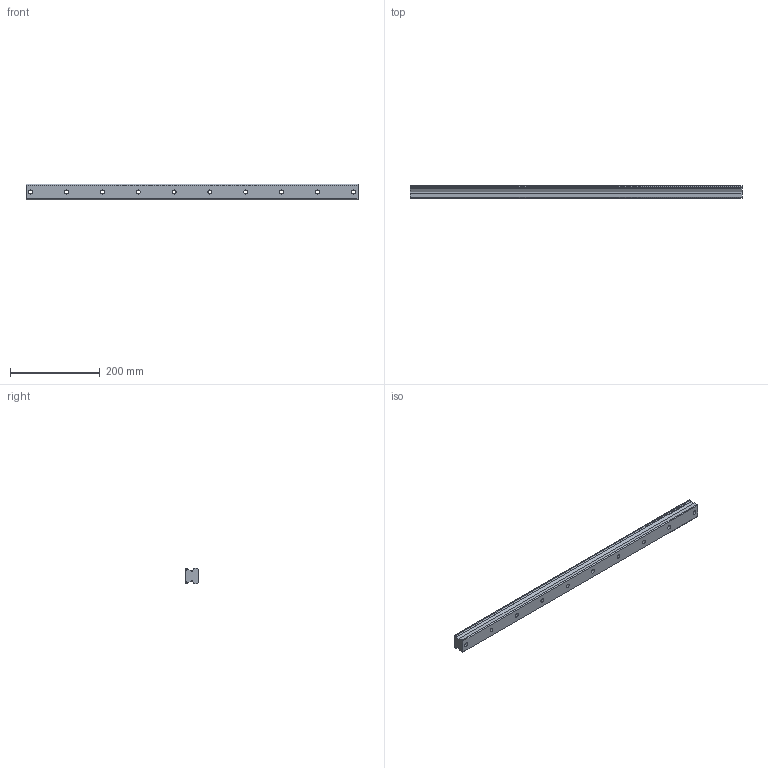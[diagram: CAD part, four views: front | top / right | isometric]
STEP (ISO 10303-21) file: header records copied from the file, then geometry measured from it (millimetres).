
FILE_DESCRIPTION (( 'STEP AP214' ), '1' );
FILE_NAME ('SSR35XTB1SS-740L_G10_0_B-M6F_314-55_0_0_0.STEP', '2021-06-29T13:35:39', ( '' ), ( '' ), 'SwSTEP 2.0', 'SolidWorks 2021', '' );
FILE_SCHEMA (( 'AUTOMOTIVE_DESIGN' ));
Length unit declared in the file: millimetre
Products named in the file (2): SSR35XTB1SS-740L_G10_0_B-M6F_314-55_0_0_0; _SSR35XTBY74010 Track
Assembly tree (1 placements, depth 2):
  SSR35XTB1SS-740L_G10_0_B-M6F_314-55_0_0_0
    _SSR35XTBY74010 Track
Bounding box: 740 x 27.5 x 34 mm (x, y, z)
Volume: 586922.9 mm3; surface area: 106610.6 mm2
Topology: 1 solids, 1 shells, 76 faces, 192 edges, 128 vertices
Faces by surface type: cylinder 48, plane 28
Entity records: 2438 total; most frequent: DIRECTION 448, CARTESIAN_POINT 400, ORIENTED_EDGE 384, EDGE_CURVE 192, AXIS2_PLACEMENT_3D 176, VERTEX_POINT 128, EDGE_LOOP 106, LINE 96
